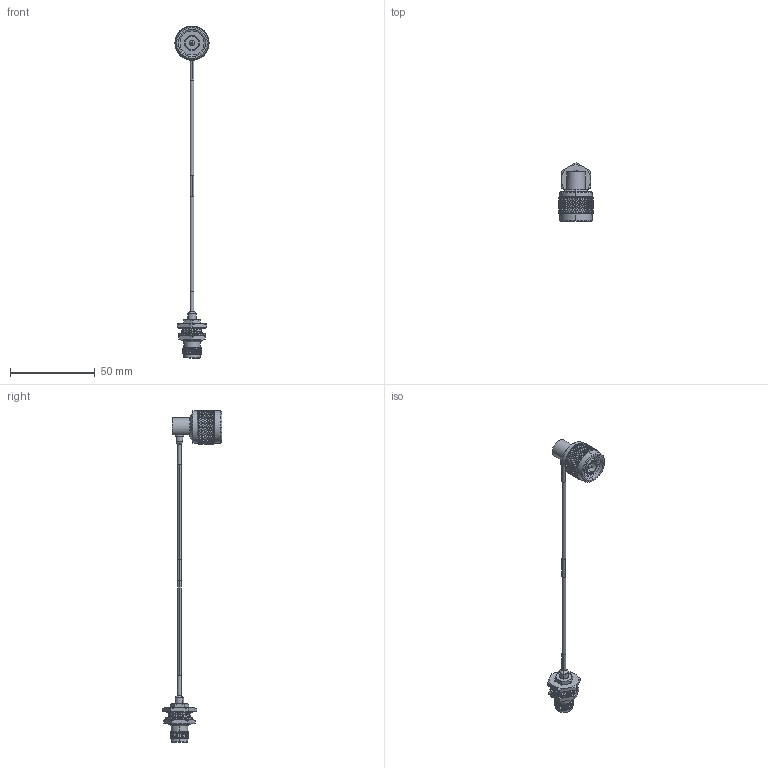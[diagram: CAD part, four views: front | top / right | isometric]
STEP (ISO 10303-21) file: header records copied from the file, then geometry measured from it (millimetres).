
FILE_DESCRIPTION (( 'STEP AP214' ), '1' );
FILE_NAME ('LCCA30583.step', '2020-06-23T21:05:29', ( '' ), ( '' ), 'SwSTEP 2.0', 'SolidWorks 2018', '' );
FILE_SCHEMA (( 'AUTOMOTIVE_DESIGN' ));
Length unit declared in the file: inch
Products named in the file (7): LC085TB (085 FORMABLE); LCCA30583; LCCN3044_HS-2; LCCN3052; LCCN3044_HS; LCCN3063; 1AW01-002_.08 ID
Assembly tree (6 placements, depth 2):
  LCCA30583
    LC085TB (085 FORMABLE)
    1AW01-002_.08 ID
    LCCN3044_HS
    LCCN3063
    LCCN3044_HS-2
    LCCN3052
Bounding box: 20.07 x 34.95 x 195.68 mm (x, y, z)
Volume: 6926.5 mm3; surface area: 9261.8 mm2
Topology: 10 solids, 10 shells, 2577 faces, 5384 edges, 2846 vertices
Faces by surface type: bspline 1680, cylinder 515, cone 297, plane 83, sphere 2
Entity records: 107248 total; most frequent: CARTESIAN_POINT 71039, ORIENTED_EDGE 10768, EDGE_CURVE 5384, DIRECTION 3238, VERTEX_POINT 2846, EDGE_LOOP 2606, ADVANCED_FACE 2577, FACE_OUTER_BOUND 2577
